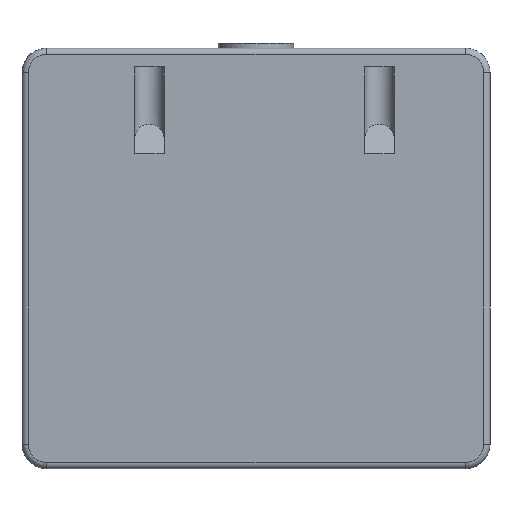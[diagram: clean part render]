
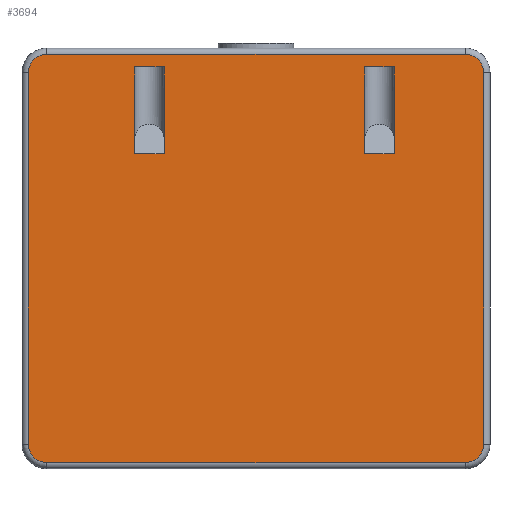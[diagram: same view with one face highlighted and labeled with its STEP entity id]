
A CAD part, front view. The second image highlights one B-rep face of the part: STEP entity #3694.
In plain terms, the highlighted planar face has unit normal (0, -1, 0).
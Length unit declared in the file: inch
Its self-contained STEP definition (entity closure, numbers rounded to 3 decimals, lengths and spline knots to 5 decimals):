
#101=FACE_BOUND('',#644,.T.);
#102=FACE_BOUND('',#645,.T.);
#228=PLANE('',#4035);
#425=FACE_OUTER_BOUND('',#643,.T.);
#643=EDGE_LOOP('',(#3474,#3475,#3476,#3477,#3478,#3479,#3480,#3481));
#644=EDGE_LOOP('',(#3482,#3483,#3484,#3485));
#645=EDGE_LOOP('',(#3486,#3487,#3488,#3489));
#712=LINE('',#5264,#1098);
#717=LINE('',#5275,#1103);
#719=LINE('',#5283,#1105);
#724=LINE('',#5295,#1110);
#727=LINE('',#5300,#1113);
#728=LINE('',#5302,#1114);
#729=LINE('',#5304,#1115);
#730=LINE('',#5306,#1116);
#816=LINE('',#5533,#1202);
#819=LINE('',#5548,#1205);
#821=LINE('',#5560,#1207);
#822=LINE('',#5569,#1208);
#1098=VECTOR('',#4172,0.3937);
#1103=VECTOR('',#4183,0.3937);
#1105=VECTOR('',#4189,0.3937);
#1110=VECTOR('',#4200,0.3937);
#1113=VECTOR('',#4205,0.3937);
#1114=VECTOR('',#4208,0.3937);
#1115=VECTOR('',#4211,0.3937);
#1116=VECTOR('',#4214,0.3937);
#1202=VECTOR('',#4434,0.3937);
#1205=VECTOR('',#4451,0.3937);
#1207=VECTOR('',#4465,0.3937);
#1208=VECTOR('',#4478,0.3937);
#1460=CIRCLE('',#3814,0.187);
#1464=CIRCLE('',#3820,0.187);
#1468=CIRCLE('',#3826,0.187);
#1471=CIRCLE('',#3831,0.187);
#1617=VERTEX_POINT('',#5261);
#1618=VERTEX_POINT('',#5263);
#1621=VERTEX_POINT('',#5273);
#1624=VERTEX_POINT('',#5280);
#1625=VERTEX_POINT('',#5282);
#1628=VERTEX_POINT('',#5292);
#1629=VERTEX_POINT('',#5294);
#1630=VERTEX_POINT('',#5298);
#1703=VERTEX_POINT('',#5530);
#1704=VERTEX_POINT('',#5532);
#1706=VERTEX_POINT('',#5538);
#1708=VERTEX_POINT('',#5544);
#1710=VERTEX_POINT('',#5550);
#1712=VERTEX_POINT('',#5556);
#1714=VERTEX_POINT('',#5562);
#1715=VERTEX_POINT('',#5567);
#1985=EDGE_CURVE('',#1618,#1617,#712,.T.);
#1991=EDGE_CURVE('',#1617,#1621,#717,.T.);
#1994=EDGE_CURVE('',#1624,#1625,#719,.T.);
#2000=EDGE_CURVE('',#1629,#1628,#724,.T.);
#2003=EDGE_CURVE('',#1630,#1621,#727,.T.);
#2004=EDGE_CURVE('',#1630,#1618,#728,.T.);
#2005=EDGE_CURVE('',#1624,#1629,#729,.T.);
#2006=EDGE_CURVE('',#1628,#1625,#730,.T.);
#2117=EDGE_CURVE('',#1703,#1704,#816,.T.);
#2122=EDGE_CURVE('',#1704,#1706,#1460,.T.);
#2125=EDGE_CURVE('',#1706,#1708,#819,.T.);
#2128=EDGE_CURVE('',#1708,#1710,#1464,.T.);
#2131=EDGE_CURVE('',#1710,#1712,#821,.T.);
#2134=EDGE_CURVE('',#1712,#1714,#1468,.T.);
#2136=EDGE_CURVE('',#1714,#1715,#822,.T.);
#2138=EDGE_CURVE('',#1715,#1703,#1471,.T.);
#3474=ORIENTED_EDGE('',*,*,#2117,.F.);
#3475=ORIENTED_EDGE('',*,*,#2138,.F.);
#3476=ORIENTED_EDGE('',*,*,#2136,.F.);
#3477=ORIENTED_EDGE('',*,*,#2134,.F.);
#3478=ORIENTED_EDGE('',*,*,#2131,.F.);
#3479=ORIENTED_EDGE('',*,*,#2128,.F.);
#3480=ORIENTED_EDGE('',*,*,#2125,.F.);
#3481=ORIENTED_EDGE('',*,*,#2122,.F.);
#3482=ORIENTED_EDGE('',*,*,#2004,.T.);
#3483=ORIENTED_EDGE('',*,*,#1985,.T.);
#3484=ORIENTED_EDGE('',*,*,#1991,.T.);
#3485=ORIENTED_EDGE('',*,*,#2003,.F.);
#3486=ORIENTED_EDGE('',*,*,#2005,.T.);
#3487=ORIENTED_EDGE('',*,*,#2000,.T.);
#3488=ORIENTED_EDGE('',*,*,#2006,.T.);
#3489=ORIENTED_EDGE('',*,*,#1994,.F.);
#3694=ADVANCED_FACE('',(#425,#101,#102),#228,.F.);
#3814=AXIS2_PLACEMENT_3D('',#5542,#4444,#4445);
#3820=AXIS2_PLACEMENT_3D('',#5554,#4458,#4459);
#3826=AXIS2_PLACEMENT_3D('',#5565,#4472,#4473);
#3831=AXIS2_PLACEMENT_3D('',#5572,#4483,#4484);
#4035=AXIS2_PLACEMENT_3D('',#6175,#5100,#5101);
#4172=DIRECTION('',(1.,0.,0.));
#4183=DIRECTION('',(0.,0.,-1.));
#4189=DIRECTION('',(1.,0.,0.));
#4200=DIRECTION('',(1.,0.,0.));
#4205=DIRECTION('',(1.,0.,0.));
#4208=DIRECTION('',(0.,0.,1.));
#4211=DIRECTION('',(0.,0.,1.));
#4214=DIRECTION('',(0.,0.,-1.));
#4434=DIRECTION('',(0.,0.,-1.));
#4444=DIRECTION('center_axis',(0.,1.,0.));
#4445=DIRECTION('ref_axis',(0.707,0.,-0.707));
#4451=DIRECTION('',(-1.,0.,0.));
#4458=DIRECTION('center_axis',(0.,1.,0.));
#4459=DIRECTION('ref_axis',(-0.707,0.,-0.707));
#4465=DIRECTION('',(0.,0.,1.));
#4472=DIRECTION('center_axis',(0.,1.,0.));
#4473=DIRECTION('ref_axis',(-0.707,0.,0.707));
#4478=DIRECTION('',(1.,0.,0.));
#4483=DIRECTION('center_axis',(0.,1.,0.));
#4484=DIRECTION('ref_axis',(0.707,0.,0.707));
#5100=DIRECTION('center_axis',(0.,1.,0.));
#5101=DIRECTION('ref_axis',(1.,0.,0.));
#5261=CARTESIAN_POINT('',(1.32652,0.,0.11442));
#5263=CARTESIAN_POINT('',(1.02652,0.,0.11442));
#5264=CARTESIAN_POINT('',(1.6397,0.,0.11442));
#5273=CARTESIAN_POINT('',(1.32652,0.,-0.76558));
#5275=CARTESIAN_POINT('',(1.32652,0.,-0.86025));
#5280=CARTESIAN_POINT('',(3.35652,0.,-0.76558));
#5282=CARTESIAN_POINT('',(3.65652,0.,-0.76558));
#5283=CARTESIAN_POINT('',(2.9547,0.,-0.76558));
#5292=CARTESIAN_POINT('',(3.65652,0.,0.11442));
#5294=CARTESIAN_POINT('',(3.35652,0.,0.11442));
#5295=CARTESIAN_POINT('',(2.8047,0.,0.11442));
#5298=CARTESIAN_POINT('',(1.02652,0.,-0.76558));
#5300=CARTESIAN_POINT('',(1.7897,0.,-0.76558));
#5302=CARTESIAN_POINT('',(1.02652,0.,-1.15025));
#5304=CARTESIAN_POINT('',(3.35652,0.,-1.15025));
#5306=CARTESIAN_POINT('',(3.65652,0.,-0.86025));
#5530=CARTESIAN_POINT('',(4.56352,0.,0.05442));
#5532=CARTESIAN_POINT('',(4.56352,0.,-3.70558));
#5533=CARTESIAN_POINT('',(4.56352,0.,-0.89025));
#5538=CARTESIAN_POINT('',(4.37652,0.,-3.89258));
#5542=CARTESIAN_POINT('Origin',(4.37652,0.,-3.70558));
#5544=CARTESIAN_POINT('',(0.13652,0.,-3.89258));
#5548=CARTESIAN_POINT('',(3.3147,0.,-3.89258));
#5550=CARTESIAN_POINT('',(-0.05048,0.,-3.70558));
#5554=CARTESIAN_POINT('Origin',(0.13652,0.,-3.70558));
#5556=CARTESIAN_POINT('',(-0.05048,0.,0.05442));
#5560=CARTESIAN_POINT('',(-0.05048,0.,-2.77025));
#5562=CARTESIAN_POINT('',(0.13652,0.,0.24142));
#5565=CARTESIAN_POINT('Origin',(0.13652,0.,0.05442));
#5567=CARTESIAN_POINT('',(4.37652,0.,0.24142));
#5569=CARTESIAN_POINT('',(1.1947,0.,0.24142));
#5572=CARTESIAN_POINT('Origin',(4.37652,0.,0.05442));
#6175=CARTESIAN_POINT('Origin',(2.25289,0.,-1.83492));
